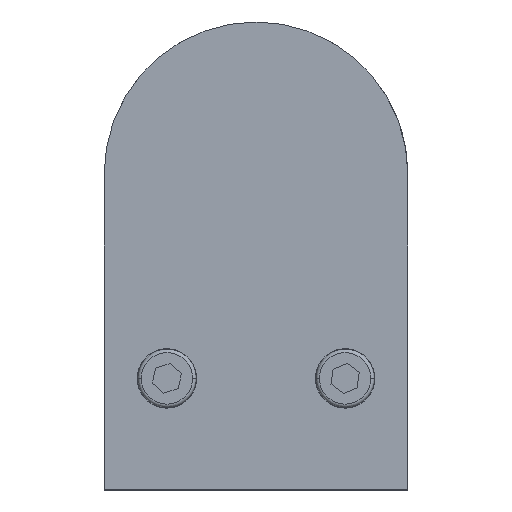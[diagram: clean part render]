
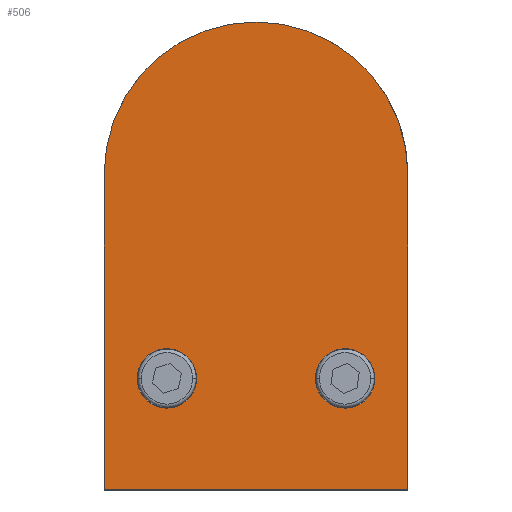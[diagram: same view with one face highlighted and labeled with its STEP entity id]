
A CAD part, top view. The second image highlights one B-rep face of the part: STEP entity #506.
In plain terms, the highlighted planar face has unit normal (0, 0, 1).
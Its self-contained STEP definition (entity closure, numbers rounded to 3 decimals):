
#40 = EDGE_CURVE ( 'NONE', #517, #2250, #337, .T. ) ;
#102 = FACE_BOUND ( 'NONE', #106, .T. ) ;
#106 = EDGE_LOOP ( 'NONE', ( #2735, #3148 ) ) ;
#240 = EDGE_CURVE ( 'NONE', #2250, #1421, #2134, .T. ) ;
#319 = ORIENTED_EDGE ( 'NONE', *, *, #776, .T. ) ;
#322 = CARTESIAN_POINT ( 'NONE',  ( 23., 0., 14.25 ) ) ;
#325 = VERTEX_POINT ( 'NONE', #1100 ) ;
#337 = LINE ( 'NONE', #322, #1156 ) ;
#389 = ORIENTED_EDGE ( 'NONE', *, *, #2842, .F. ) ;
#461 = DIRECTION ( 'NONE',  ( 1., 0., 0. ) ) ;
#506 = ADVANCED_FACE ( 'NONE', ( #102, #1656, #2694 ), #1459, .T. ) ;
#514 = LINE ( 'NONE', #1011, #532 ) ;
#517 = VERTEX_POINT ( 'NONE', #874 ) ;
#532 = VECTOR ( 'NONE', #1301, 1000. ) ;
#576 = VERTEX_POINT ( 'NONE', #3316 ) ;
#610 = VECTOR ( 'NONE', #2109, 1000. ) ;
#677 = ORIENTED_EDGE ( 'NONE', *, *, #40, .T. ) ;
#717 = DIRECTION ( 'NONE',  ( 0., 0., 1. ) ) ;
#725 = CARTESIAN_POINT ( 'NONE',  ( 13.5, 26., 14.25 ) ) ;
#757 = LINE ( 'NONE', #1056, #610 ) ;
#776 = EDGE_CURVE ( 'NONE', #1421, #3398, #514, .T. ) ;
#829 = CARTESIAN_POINT ( 'NONE',  ( 9., 26., 14.25 ) ) ;
#874 = CARTESIAN_POINT ( 'NONE',  ( 23., 9.142, 14.25 ) ) ;
#946 = DIRECTION ( 'NONE',  ( 1., 0., 0. ) ) ;
#947 = CARTESIAN_POINT ( 'NONE',  ( -23., 9.142, 14.25 ) ) ;
#1002 = CARTESIAN_POINT ( 'NONE',  ( -23., 57., 14.25 ) ) ;
#1011 = CARTESIAN_POINT ( 'NONE',  ( -23., 0., 14.25 ) ) ;
#1056 = CARTESIAN_POINT ( 'NONE',  ( 45.1, 9.142, 14.25 ) ) ;
#1100 = CARTESIAN_POINT ( 'NONE',  ( 18., 26., 14.25 ) ) ;
#1115 = DIRECTION ( 'NONE',  ( 0., 0., 1. ) ) ;
#1156 = VECTOR ( 'NONE', #1184, 1000. ) ;
#1171 = ORIENTED_EDGE ( 'NONE', *, *, #2720, .F. ) ;
#1184 = DIRECTION ( 'NONE',  ( 0., 1., 0. ) ) ;
#1189 = DIRECTION ( 'NONE',  ( 1., 0., 0. ) ) ;
#1273 = DIRECTION ( 'NONE',  ( 0., 0., 1. ) ) ;
#1301 = DIRECTION ( 'NONE',  ( 0., -1., 0. ) ) ;
#1417 = CARTESIAN_POINT ( 'NONE',  ( 0., 57., 14.25 ) ) ;
#1421 = VERTEX_POINT ( 'NONE', #1002 ) ;
#1459 = PLANE ( 'NONE',  #2478 ) ;
#1525 = AXIS2_PLACEMENT_3D ( 'NONE', #725, #2253, #1791 ) ;
#1639 = CIRCLE ( 'NONE', #1525, 4.5 ) ;
#1651 = CARTESIAN_POINT ( 'NONE',  ( 13.5, 26., 14.25 ) ) ;
#1656 = FACE_BOUND ( 'NONE', #1868, .T. ) ;
#1670 = VERTEX_POINT ( 'NONE', #2967 ) ;
#1719 = CARTESIAN_POINT ( 'NONE',  ( 23., 57., 14.25 ) ) ;
#1791 = DIRECTION ( 'NONE',  ( 1., 0., 0. ) ) ;
#1868 = EDGE_LOOP ( 'NONE', ( #1171, #389 ) ) ;
#1894 = DIRECTION ( 'NONE',  ( 1., 0., 0. ) ) ;
#1978 = AXIS2_PLACEMENT_3D ( 'NONE', #1651, #2494, #1189 ) ;
#2025 = CIRCLE ( 'NONE', #3225, 4.5 ) ;
#2105 = VERTEX_POINT ( 'NONE', #829 ) ;
#2109 = DIRECTION ( 'NONE',  ( -1., 0., 0. ) ) ;
#2134 = CIRCLE ( 'NONE', #2191, 23. ) ;
#2191 = AXIS2_PLACEMENT_3D ( 'NONE', #2825, #1273, #461 ) ;
#2208 = DIRECTION ( 'NONE',  ( 0., 0., 1. ) ) ;
#2250 = VERTEX_POINT ( 'NONE', #1719 ) ;
#2253 = DIRECTION ( 'NONE',  ( 0., 0., 1. ) ) ;
#2343 = CIRCLE ( 'NONE', #2787, 4.5 ) ;
#2380 = EDGE_CURVE ( 'NONE', #576, #1670, #2343, .T. ) ;
#2403 = CARTESIAN_POINT ( 'NONE',  ( -13.5, 26., 14.25 ) ) ;
#2478 = AXIS2_PLACEMENT_3D ( 'NONE', #1417, #2208, #3264 ) ;
#2494 = DIRECTION ( 'NONE',  ( 0., 0., 1. ) ) ;
#2581 = EDGE_CURVE ( 'NONE', #517, #3398, #757, .T. ) ;
#2694 = FACE_OUTER_BOUND ( 'NONE', #2748, .T. ) ;
#2709 = ORIENTED_EDGE ( 'NONE', *, *, #2581, .F. ) ;
#2720 = EDGE_CURVE ( 'NONE', #325, #2105, #2956, .T. ) ;
#2735 = ORIENTED_EDGE ( 'NONE', *, *, #2380, .F. ) ;
#2748 = EDGE_LOOP ( 'NONE', ( #2709, #677, #3001, #319 ) ) ;
#2787 = AXIS2_PLACEMENT_3D ( 'NONE', #2821, #717, #946 ) ;
#2821 = CARTESIAN_POINT ( 'NONE',  ( -13.5, 26., 14.25 ) ) ;
#2825 = CARTESIAN_POINT ( 'NONE',  ( 0., 57., 14.25 ) ) ;
#2842 = EDGE_CURVE ( 'NONE', #2105, #325, #1639, .T. ) ;
#2956 = CIRCLE ( 'NONE', #1978, 4.5 ) ;
#2967 = CARTESIAN_POINT ( 'NONE',  ( -18., 26., 14.25 ) ) ;
#3001 = ORIENTED_EDGE ( 'NONE', *, *, #240, .T. ) ;
#3148 = ORIENTED_EDGE ( 'NONE', *, *, #3362, .F. ) ;
#3225 = AXIS2_PLACEMENT_3D ( 'NONE', #2403, #1115, #1894 ) ;
#3264 = DIRECTION ( 'NONE',  ( 1., 0., 0. ) ) ;
#3316 = CARTESIAN_POINT ( 'NONE',  ( -9., 26., 14.25 ) ) ;
#3362 = EDGE_CURVE ( 'NONE', #1670, #576, #2025, .T. ) ;
#3398 = VERTEX_POINT ( 'NONE', #947 ) ;
